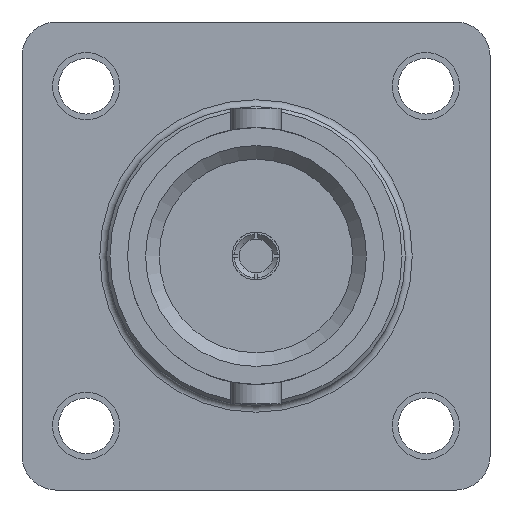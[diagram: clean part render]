
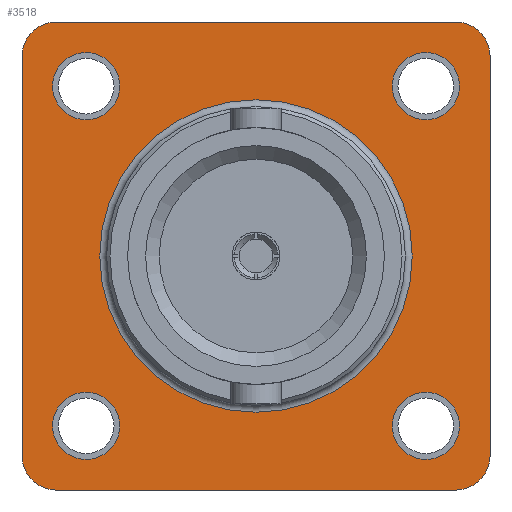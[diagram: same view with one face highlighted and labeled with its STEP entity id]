
A CAD part, left-side view. The second image highlights one B-rep face of the part: STEP entity #3518.
In plain terms, the highlighted planar face has unit normal (-1, 0, 0).
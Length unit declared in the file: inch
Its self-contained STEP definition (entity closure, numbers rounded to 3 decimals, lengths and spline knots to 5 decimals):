
#23 = EDGE_LOOP ( 'NONE', ( #2890 ) ) ;
#29 = AXIS2_PLACEMENT_3D ( 'NONE', #423, #1875, #1927 ) ;
#97 = CIRCLE ( 'NONE', #2973, 0.0495 ) ;
#163 = ORIENTED_EDGE ( 'NONE', *, *, #2415, .F. ) ;
#164 = EDGE_CURVE ( 'NONE', #1085, #1085, #3553, .T. ) ;
#182 = EDGE_LOOP ( 'NONE', ( #1848, #2466, #3684, #2821, #163, #2254, #2776, #2636 ) ) ;
#236 = EDGE_CURVE ( 'NONE', #394, #360, #3013, .T. ) ;
#261 = AXIS2_PLACEMENT_3D ( 'NONE', #1908, #1607, #2987 ) ;
#325 = DIRECTION ( 'NONE',  ( -1., 0., 0. ) ) ;
#338 = DIRECTION ( 'NONE',  ( 0., 0., 1. ) ) ;
#360 = VERTEX_POINT ( 'NONE', #3577 ) ;
#366 = DIRECTION ( 'NONE',  ( -1., 0., 0. ) ) ;
#394 = VERTEX_POINT ( 'NONE', #499 ) ;
#396 = VECTOR ( 'NONE', #1175, 39.37008 ) ;
#423 = CARTESIAN_POINT ( 'NONE',  ( 1.34102, -0.25, 0.25 ) ) ;
#433 = DIRECTION ( 'NONE',  ( 0., 0., 1. ) ) ;
#499 = CARTESIAN_POINT ( 'NONE',  ( 1.34102, -0.34449, 0.29449 ) ) ;
#512 = AXIS2_PLACEMENT_3D ( 'NONE', #795, #2265, #3071 ) ;
#537 = EDGE_CURVE ( 'NONE', #1621, #360, #1643, .T. ) ;
#563 = CIRCLE ( 'NONE', #29, 0.0495 ) ;
#592 = EDGE_CURVE ( 'NONE', #1399, #3084, #2145, .T. ) ;
#656 = DIRECTION ( 'NONE',  ( 0., 0., 1. ) ) ;
#657 = EDGE_CURVE ( 'NONE', #2238, #2238, #563, .T. ) ;
#668 = DIRECTION ( 'NONE',  ( 1., 0., 0. ) ) ;
#712 = DIRECTION ( 'NONE',  ( -1., 0., 0. ) ) ;
#795 = CARTESIAN_POINT ( 'NONE',  ( 1.34102, 0.29449, -0.29449 ) ) ;
#806 = CARTESIAN_POINT ( 'NONE',  ( 1.34102, 0., 0.23 ) ) ;
#843 = EDGE_CURVE ( 'NONE', #2902, #2902, #1167, .T. ) ;
#872 = AXIS2_PLACEMENT_3D ( 'NONE', #1287, #668, #433 ) ;
#877 = DIRECTION ( 'NONE',  ( -1., 0., 0. ) ) ;
#943 = CARTESIAN_POINT ( 'NONE',  ( 1.34102, -0.29449, -0.29449 ) ) ;
#966 = FACE_BOUND ( 'NONE', #1333, .T. ) ;
#982 = EDGE_CURVE ( 'NONE', #2051, #2051, #1294, .T. ) ;
#1001 = DIRECTION ( 'NONE',  ( 0., 0., 1. ) ) ;
#1073 = CARTESIAN_POINT ( 'NONE',  ( 1.34102, -0.25, 0.2995 ) ) ;
#1077 = DIRECTION ( 'NONE',  ( 0., 0., 1. ) ) ;
#1085 = VERTEX_POINT ( 'NONE', #806 ) ;
#1167 = CIRCLE ( 'NONE', #1944, 0.0495 ) ;
#1175 = DIRECTION ( 'NONE',  ( 0., 1., 0. ) ) ;
#1246 = FACE_BOUND ( 'NONE', #3143, .T. ) ;
#1252 = ORIENTED_EDGE ( 'NONE', *, *, #657, .F. ) ;
#1287 = CARTESIAN_POINT ( 'NONE',  ( 1.34102, 0., 0. ) ) ;
#1294 = CIRCLE ( 'NONE', #261, 0.0495 ) ;
#1333 = EDGE_LOOP ( 'NONE', ( #2576 ) ) ;
#1399 = VERTEX_POINT ( 'NONE', #2445 ) ;
#1469 = CARTESIAN_POINT ( 'NONE',  ( 1.34102, -0.29449, 0.34449 ) ) ;
#1510 = CARTESIAN_POINT ( 'NONE',  ( 1.34102, -0.29449, -0.34449 ) ) ;
#1541 = FACE_BOUND ( 'NONE', #2183, .T. ) ;
#1597 = FACE_OUTER_BOUND ( 'NONE', #182, .T. ) ;
#1607 = DIRECTION ( 'NONE',  ( -1., 0., 0. ) ) ;
#1608 = VERTEX_POINT ( 'NONE', #1909 ) ;
#1621 = VERTEX_POINT ( 'NONE', #1510 ) ;
#1643 = CIRCLE ( 'NONE', #2188, 0.05 ) ;
#1710 = CARTESIAN_POINT ( 'NONE',  ( 1.34102, -0.34449, 0.34449 ) ) ;
#1714 = AXIS2_PLACEMENT_3D ( 'NONE', #1773, #325, #1977 ) ;
#1773 = CARTESIAN_POINT ( 'NONE',  ( 1.34102, 0.29449, 0.29449 ) ) ;
#1790 = EDGE_CURVE ( 'NONE', #394, #2550, #3207, .T. ) ;
#1807 = EDGE_CURVE ( 'NONE', #1399, #2100, #2144, .T. ) ;
#1848 = ORIENTED_EDGE ( 'NONE', *, *, #2067, .F. ) ;
#1857 = ORIENTED_EDGE ( 'NONE', *, *, #164, .T. ) ;
#1875 = DIRECTION ( 'NONE',  ( -1., 0., 0. ) ) ;
#1895 = AXIS2_PLACEMENT_3D ( 'NONE', #3129, #877, #1077 ) ;
#1908 = CARTESIAN_POINT ( 'NONE',  ( 1.34102, 0.25, -0.25 ) ) ;
#1909 = CARTESIAN_POINT ( 'NONE',  ( 1.34102, -0.25, -0.2005 ) ) ;
#1927 = DIRECTION ( 'NONE',  ( 0., 0., 1. ) ) ;
#1944 = AXIS2_PLACEMENT_3D ( 'NONE', #2368, #366, #2090 ) ;
#1977 = DIRECTION ( 'NONE',  ( 0., 0., 1. ) ) ;
#2051 = VERTEX_POINT ( 'NONE', #3183 ) ;
#2067 = EDGE_CURVE ( 'NONE', #1621, #2100, #3681, .T. ) ;
#2090 = DIRECTION ( 'NONE',  ( 0., 0., 1. ) ) ;
#2094 = DIRECTION ( 'NONE',  ( -1., 0., 0. ) ) ;
#2100 = VERTEX_POINT ( 'NONE', #3160 ) ;
#2109 = CARTESIAN_POINT ( 'NONE',  ( 1.34102, 0., 0. ) ) ;
#2144 = CIRCLE ( 'NONE', #512, 0.05 ) ;
#2145 = LINE ( 'NONE', #2955, #2376 ) ;
#2149 = FACE_BOUND ( 'NONE', #2709, .T. ) ;
#2183 = EDGE_LOOP ( 'NONE', ( #1252 ) ) ;
#2188 = AXIS2_PLACEMENT_3D ( 'NONE', #943, #2094, #656 ) ;
#2207 = VECTOR ( 'NONE', #3636, 39.37008 ) ;
#2238 = VERTEX_POINT ( 'NONE', #1073 ) ;
#2254 = ORIENTED_EDGE ( 'NONE', *, *, #3076, .T. ) ;
#2265 = DIRECTION ( 'NONE',  ( -1., 0., 0. ) ) ;
#2368 = CARTESIAN_POINT ( 'NONE',  ( 1.34102, 0.25, 0.25 ) ) ;
#2376 = VECTOR ( 'NONE', #338, 39.37008 ) ;
#2414 = CARTESIAN_POINT ( 'NONE',  ( 1.34102, -0.25, -0.25 ) ) ;
#2415 = EDGE_CURVE ( 'NONE', #3610, #2550, #2543, .T. ) ;
#2428 = DIRECTION ( 'NONE',  ( -1., 0., 0. ) ) ;
#2445 = CARTESIAN_POINT ( 'NONE',  ( 1.34102, 0.34449, -0.29449 ) ) ;
#2466 = ORIENTED_EDGE ( 'NONE', *, *, #537, .T. ) ;
#2543 = LINE ( 'NONE', #1710, #2207 ) ;
#2550 = VERTEX_POINT ( 'NONE', #1469 ) ;
#2576 = ORIENTED_EDGE ( 'NONE', *, *, #3519, .F. ) ;
#2588 = CARTESIAN_POINT ( 'NONE',  ( 1.34102, -0.34449, -0.34449 ) ) ;
#2617 = CARTESIAN_POINT ( 'NONE',  ( 1.34102, 0.25, 0.2995 ) ) ;
#2636 = ORIENTED_EDGE ( 'NONE', *, *, #1807, .T. ) ;
#2671 = CARTESIAN_POINT ( 'NONE',  ( 1.34102, 0.29449, 0.34449 ) ) ;
#2694 = PLANE ( 'NONE',  #3447 ) ;
#2709 = EDGE_LOOP ( 'NONE', ( #3355 ) ) ;
#2776 = ORIENTED_EDGE ( 'NONE', *, *, #592, .F. ) ;
#2821 = ORIENTED_EDGE ( 'NONE', *, *, #1790, .T. ) ;
#2860 = CARTESIAN_POINT ( 'NONE',  ( 1.34102, 0.34449, 0.29449 ) ) ;
#2890 = ORIENTED_EDGE ( 'NONE', *, *, #843, .F. ) ;
#2902 = VERTEX_POINT ( 'NONE', #2617 ) ;
#2955 = CARTESIAN_POINT ( 'NONE',  ( 1.34102, 0.34449, 0.34449 ) ) ;
#2956 = VECTOR ( 'NONE', #3308, 39.37008 ) ;
#2973 = AXIS2_PLACEMENT_3D ( 'NONE', #2414, #712, #3578 ) ;
#2987 = DIRECTION ( 'NONE',  ( 0., 0., 1. ) ) ;
#3013 = LINE ( 'NONE', #3034, #2956 ) ;
#3034 = CARTESIAN_POINT ( 'NONE',  ( 1.34102, -0.34449, 0.34449 ) ) ;
#3071 = DIRECTION ( 'NONE',  ( 0., 0., 1. ) ) ;
#3076 = EDGE_CURVE ( 'NONE', #3610, #3084, #3445, .T. ) ;
#3084 = VERTEX_POINT ( 'NONE', #2860 ) ;
#3129 = CARTESIAN_POINT ( 'NONE',  ( 1.34102, -0.29449, 0.29449 ) ) ;
#3143 = EDGE_LOOP ( 'NONE', ( #1857 ) ) ;
#3160 = CARTESIAN_POINT ( 'NONE',  ( 1.34102, 0.29449, -0.34449 ) ) ;
#3183 = CARTESIAN_POINT ( 'NONE',  ( 1.34102, 0.25, -0.2005 ) ) ;
#3207 = CIRCLE ( 'NONE', #1895, 0.05 ) ;
#3277 = FACE_BOUND ( 'NONE', #23, .T. ) ;
#3308 = DIRECTION ( 'NONE',  ( 0., 0., -1. ) ) ;
#3355 = ORIENTED_EDGE ( 'NONE', *, *, #982, .F. ) ;
#3445 = CIRCLE ( 'NONE', #1714, 0.05 ) ;
#3447 = AXIS2_PLACEMENT_3D ( 'NONE', #2109, #2428, #1001 ) ;
#3518 = ADVANCED_FACE ( 'NONE', ( #966, #1541, #3277, #2149, #1246, #1597 ), #2694, .T. ) ;
#3519 = EDGE_CURVE ( 'NONE', #1608, #1608, #97, .T. ) ;
#3553 = CIRCLE ( 'NONE', #872, 0.23 ) ;
#3577 = CARTESIAN_POINT ( 'NONE',  ( 1.34102, -0.34449, -0.29449 ) ) ;
#3578 = DIRECTION ( 'NONE',  ( 0., 0., 1. ) ) ;
#3610 = VERTEX_POINT ( 'NONE', #2671 ) ;
#3636 = DIRECTION ( 'NONE',  ( 0., -1., 0. ) ) ;
#3681 = LINE ( 'NONE', #2588, #396 ) ;
#3684 = ORIENTED_EDGE ( 'NONE', *, *, #236, .F. ) ;
